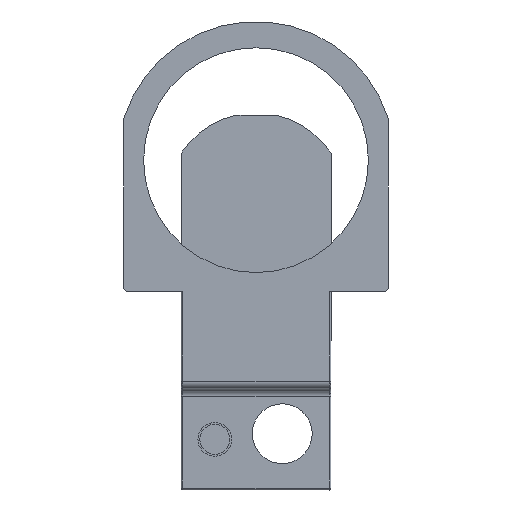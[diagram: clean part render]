
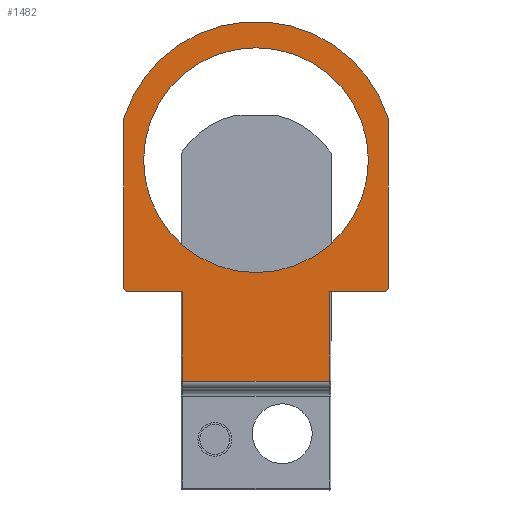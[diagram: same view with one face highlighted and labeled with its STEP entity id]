
A CAD part, front view. The second image highlights one B-rep face of the part: STEP entity #1482.
In plain terms, the highlighted planar face has unit normal (0, -1, 0).
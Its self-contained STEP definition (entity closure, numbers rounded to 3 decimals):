
#37=FACE_BOUND('',#258,.T.);
#63=PLANE('',#1670);
#161=FACE_OUTER_BOUND('',#257,.T.);
#257=EDGE_LOOP('',(#1202,#1203,#1204,#1205,#1206,#1207,#1208,#1209,#1210,
#1211));
#258=EDGE_LOOP('',(#1212));
#354=LINE('',#2473,#442);
#362=LINE('',#2548,#450);
#369=LINE('',#2562,#457);
#370=LINE('',#2565,#458);
#371=LINE('',#2569,#459);
#372=LINE('',#2573,#460);
#373=LINE('',#2576,#461);
#442=VECTOR('',#1957,12.);
#450=VECTOR('',#2063,12.);
#457=VECTOR('',#2084,19.5);
#458=VECTOR('',#2087,7.4);
#459=VECTOR('',#2090,22.543);
#460=VECTOR('',#2093,22.543);
#461=VECTOR('',#2096,7.4);
#585=CIRCLE('',#1671,0.5);
#586=CIRCLE('',#1672,18.5);
#587=CIRCLE('',#1673,0.5);
#588=CIRCLE('',#1674,15.);
#683=VERTEX_POINT('',#2469);
#684=VERTEX_POINT('',#2471);
#701=VERTEX_POINT('',#2542);
#702=VERTEX_POINT('',#2546);
#703=VERTEX_POINT('',#2564);
#704=VERTEX_POINT('',#2566);
#705=VERTEX_POINT('',#2568);
#706=VERTEX_POINT('',#2570);
#707=VERTEX_POINT('',#2572);
#708=VERTEX_POINT('',#2574);
#709=VERTEX_POINT('',#2577);
#842=EDGE_CURVE('',#684,#683,#354,.T.);
#880=EDGE_CURVE('',#701,#702,#362,.T.);
#887=EDGE_CURVE('',#683,#701,#369,.T.);
#888=EDGE_CURVE('',#703,#684,#370,.T.);
#889=EDGE_CURVE('',#704,#703,#585,.T.);
#890=EDGE_CURVE('',#705,#704,#371,.T.);
#891=EDGE_CURVE('',#706,#705,#586,.T.);
#892=EDGE_CURVE('',#707,#706,#372,.T.);
#893=EDGE_CURVE('',#708,#707,#587,.T.);
#894=EDGE_CURVE('',#702,#708,#373,.T.);
#895=EDGE_CURVE('',#709,#709,#588,.T.);
#1202=ORIENTED_EDGE('',*,*,#842,.F.);
#1203=ORIENTED_EDGE('',*,*,#888,.F.);
#1204=ORIENTED_EDGE('',*,*,#889,.F.);
#1205=ORIENTED_EDGE('',*,*,#890,.F.);
#1206=ORIENTED_EDGE('',*,*,#891,.F.);
#1207=ORIENTED_EDGE('',*,*,#892,.F.);
#1208=ORIENTED_EDGE('',*,*,#893,.F.);
#1209=ORIENTED_EDGE('',*,*,#894,.F.);
#1210=ORIENTED_EDGE('',*,*,#880,.F.);
#1211=ORIENTED_EDGE('',*,*,#887,.F.);
#1212=ORIENTED_EDGE('',*,*,#895,.T.);
#1482=ADVANCED_FACE('',(#161,#37),#63,.F.);
#1670=AXIS2_PLACEMENT_3D('',#2563,#2085,#2086);
#1671=AXIS2_PLACEMENT_3D('',#2567,#2088,#2089);
#1672=AXIS2_PLACEMENT_3D('',#2571,#2091,#2092);
#1673=AXIS2_PLACEMENT_3D('',#2575,#2094,#2095);
#1674=AXIS2_PLACEMENT_3D('',#2578,#2097,#2098);
#1957=DIRECTION('',(0.,0.,-1.));
#2063=DIRECTION('',(0.,0.,1.));
#2084=DIRECTION('',(-1.,0.,0.));
#2085=DIRECTION('center_axis',(0.,1.,0.));
#2086=DIRECTION('ref_axis',(0.,0.,1.));
#2087=DIRECTION('',(-1.,0.,0.));
#2088=DIRECTION('center_axis',(0.,1.,0.));
#2089=DIRECTION('ref_axis',(0.707,0.,-0.707));
#2090=DIRECTION('',(0.,0.,-1.));
#2091=DIRECTION('center_axis',(0.,1.,0.));
#2092=DIRECTION('ref_axis',(-0.954,0.,0.3));
#2093=DIRECTION('',(0.,0.,1.));
#2094=DIRECTION('center_axis',(0.,1.,0.));
#2095=DIRECTION('ref_axis',(-0.707,0.,-0.707));
#2096=DIRECTION('',(-1.,0.,0.));
#2097=DIRECTION('center_axis',(0.,1.,0.));
#2098=DIRECTION('ref_axis',(1.,0.,0.));
#2469=CARTESIAN_POINT('',(9.75,0.,-12.));
#2471=CARTESIAN_POINT('',(9.75,0.,0.));
#2473=CARTESIAN_POINT('',(9.75,0.,4.234));
#2542=CARTESIAN_POINT('',(-9.75,0.,-12.));
#2546=CARTESIAN_POINT('',(-9.75,0.,0.));
#2548=CARTESIAN_POINT('',(-9.75,0.,-2.266));
#2562=CARTESIAN_POINT('',(5.,0.,-12.));
#2563=CARTESIAN_POINT('Origin',(0.,0.,8.467));
#2564=CARTESIAN_POINT('',(17.15,0.,0.));
#2565=CARTESIAN_POINT('',(17.65,0.,0.));
#2566=CARTESIAN_POINT('',(17.65,0.,0.5));
#2567=CARTESIAN_POINT('Origin',(17.15,0.,0.5));
#2568=CARTESIAN_POINT('',(17.65,0.,23.043));
#2569=CARTESIAN_POINT('',(17.65,0.,23.043));
#2570=CARTESIAN_POINT('',(-17.65,0.,23.043));
#2571=CARTESIAN_POINT('Origin',(0.,0.,17.5));
#2572=CARTESIAN_POINT('',(-17.65,0.,0.5));
#2573=CARTESIAN_POINT('',(-17.65,0.,0.));
#2574=CARTESIAN_POINT('',(-17.15,0.,0.));
#2575=CARTESIAN_POINT('Origin',(-17.15,0.,0.5));
#2576=CARTESIAN_POINT('',(-5.,0.,0.));
#2577=CARTESIAN_POINT('',(-15.,0.,17.5));
#2578=CARTESIAN_POINT('Origin',(0.,0.,17.5));
